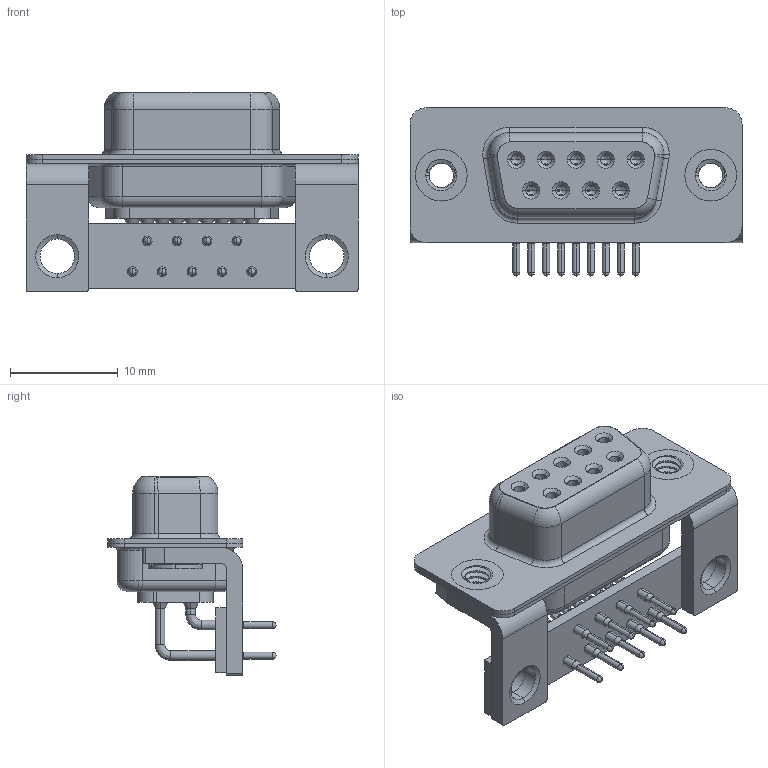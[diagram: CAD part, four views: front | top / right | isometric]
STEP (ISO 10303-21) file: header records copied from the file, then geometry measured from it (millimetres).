
FILE_DESCRIPTION (( 'STEP AP203' ), '1' );
FILE_NAME ('622-M09-260-GN4.STEP', '2018-09-24T20:05:37', ( '' ), ( '' ), 'SwSTEP 2.0', 'SolidWorks 2016', '' );
FILE_SCHEMA (( 'CONFIG_CONTROL_DESIGN' ));
Length unit declared in the file: millimetre
Products named in the file (9): 622M Stabilizer Bracket; 622M Stabilizer Board_09 Contacts; 622-M09-260-GN4; 622M Housing_09 Contacts; 622M Shell Front_09 Contacts; 622M Shell Rear_09 Contacts; 622M Contact Row 1; 622M Contact Row 2; 622M 4-40 Threaded Rivet_Stabilizer
Assembly tree (17 placements, depth 2):
  622-M09-260-GN4
    622M Housing_09 Contacts
    622M Shell Front_09 Contacts
    622M Shell Rear_09 Contacts
    622M Contact Row 1  x5
    622M Contact Row 2  x4
    622M 4-40 Threaded Rivet_Stabilizer  x2
    622M Stabilizer Bracket  x2
    622M Stabilizer Board_09 Contacts
Bounding box: 30.8 x 15.6 x 18.5 mm (x, y, z)
Volume: 2131.4 mm3; surface area: 5520.1 mm2
Topology: 17 solids, 17 shells, 824 faces, 2086 edges, 1316 vertices
Faces by surface type: cylinder 384, plane 228, cone 107, torus 63, bspline 42
Entity records: 17457 total; most frequent: CARTESIAN_POINT 4258, DIRECTION 2723, ORIENTED_EDGE 2388, EDGE_CURVE 1194, AXIS2_PLACEMENT_3D 1118, VERTEX_POINT 759, CIRCLE 618, EDGE_LOOP 589
